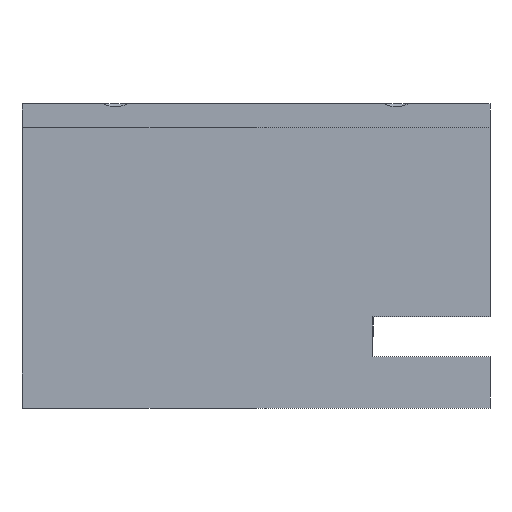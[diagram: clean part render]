
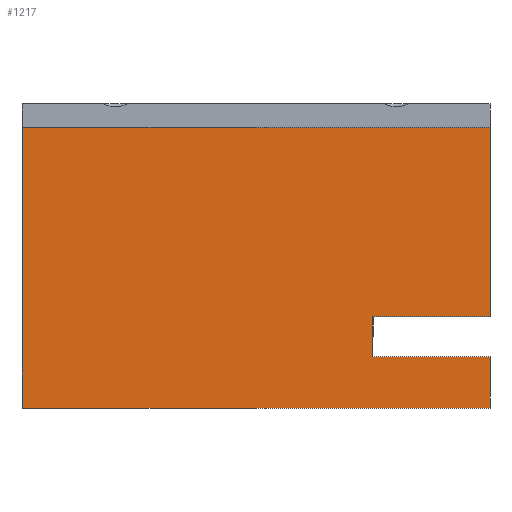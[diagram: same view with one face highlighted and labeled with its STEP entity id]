
A CAD part, front view. The second image highlights one B-rep face of the part: STEP entity #1217.
In plain terms, the highlighted planar face has unit normal (0, -1, 0).
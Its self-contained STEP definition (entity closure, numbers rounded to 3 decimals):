
#1035=CARTESIAN_POINT('',(50.0,-95.0,-40.5));
#1036=VERTEX_POINT('',#1035);
#1053=CARTESIAN_POINT('',(50.0,-95.0,0.0));
#1054=VERTEX_POINT('',#1053);
#1061=CARTESIAN_POINT('',(50.0,-95.0,-60.0));
#1062=DIRECTION('',(0.0,0.0,1.0));
#1063=VECTOR('',#1062,1.0);
#1064=LINE('',#1061,#1063);
#1065=EDGE_CURVE('',#1036,#1054,#1064,.T.);
#1077=CARTESIAN_POINT('',(50.0,-95.0,-49.0));
#1078=VERTEX_POINT('',#1077);
#1085=CARTESIAN_POINT('',(50.0,-95.0,-60.0));
#1086=VERTEX_POINT('',#1085);
#1087=CARTESIAN_POINT('',(50.0,-95.0,-60.0));
#1088=DIRECTION('',(0.0,0.0,1.0));
#1089=VECTOR('',#1088,1.0);
#1090=LINE('',#1087,#1089);
#1091=EDGE_CURVE('',#1086,#1078,#1090,.T.);
#1164=CARTESIAN_POINT('',(50.0,-95.0,-60.0));
#1165=DIRECTION('',(0.0,1.0,0.0));
#1166=DIRECTION('',(0.0,0.0,1.0));
#1167=AXIS2_PLACEMENT_3D('',#1164,#1165,#1166);
#1168=PLANE('',#1167);
#1169=CARTESIAN_POINT('',(25.0,-95.0,-40.5));
#1170=VERTEX_POINT('',#1169);
#1171=CARTESIAN_POINT('',(50.0,-95.0,-40.5));
#1172=DIRECTION('',(-1.0,0.0,0.0));
#1173=VECTOR('',#1172,1.0);
#1174=LINE('',#1171,#1173);
#1175=EDGE_CURVE('',#1036,#1170,#1174,.T.);
#1176=ORIENTED_EDGE('',*,*,#1175,.F.);
#1177=ORIENTED_EDGE('',*,*,#1065,.T.);
#1178=CARTESIAN_POINT('',(-50.0,-95.0,0.0));
#1179=VERTEX_POINT('',#1178);
#1180=CARTESIAN_POINT('',(50.0,-95.0,0.0));
#1181=DIRECTION('',(-1.0,0.0,0.0));
#1182=VECTOR('',#1181,1.0);
#1183=LINE('',#1180,#1182);
#1184=EDGE_CURVE('',#1054,#1179,#1183,.T.);
#1185=ORIENTED_EDGE('',*,*,#1184,.T.);
#1186=CARTESIAN_POINT('',(-50.0,-95.0,-60.0));
#1187=VERTEX_POINT('',#1186);
#1188=CARTESIAN_POINT('',(-50.0,-95.0,-60.0));
#1189=DIRECTION('',(0.0,0.0,1.0));
#1190=VECTOR('',#1189,1.0);
#1191=LINE('',#1188,#1190);
#1192=EDGE_CURVE('',#1187,#1179,#1191,.T.);
#1193=ORIENTED_EDGE('',*,*,#1192,.F.);
#1194=CARTESIAN_POINT('',(50.0,-95.0,-60.0));
#1195=DIRECTION('',(-1.0,0.0,0.0));
#1196=VECTOR('',#1195,1.0);
#1197=LINE('',#1194,#1196);
#1198=EDGE_CURVE('',#1086,#1187,#1197,.T.);
#1199=ORIENTED_EDGE('',*,*,#1198,.F.);
#1200=ORIENTED_EDGE('',*,*,#1091,.T.);
#1201=CARTESIAN_POINT('',(25.0,-95.0,-49.0));
#1202=VERTEX_POINT('',#1201);
#1203=CARTESIAN_POINT('',(50.0,-95.0,-49.0));
#1204=DIRECTION('',(1.0,0.0,0.0));
#1205=VECTOR('',#1204,1.0);
#1206=LINE('',#1203,#1205);
#1207=EDGE_CURVE('',#1202,#1078,#1206,.T.);
#1208=ORIENTED_EDGE('',*,*,#1207,.F.);
#1209=CARTESIAN_POINT('',(25.0,-95.0,-60.0));
#1210=DIRECTION('',(0.0,0.0,1.0));
#1211=VECTOR('',#1210,1.0);
#1212=LINE('',#1209,#1211);
#1213=EDGE_CURVE('',#1202,#1170,#1212,.T.);
#1214=ORIENTED_EDGE('',*,*,#1213,.T.);
#1215=EDGE_LOOP('',(#1176,#1177,#1185,#1193,#1199,#1200,#1208,#1214));
#1216=FACE_OUTER_BOUND('',#1215,.T.);
#1217=ADVANCED_FACE('',(#1216),#1168,.F.);
